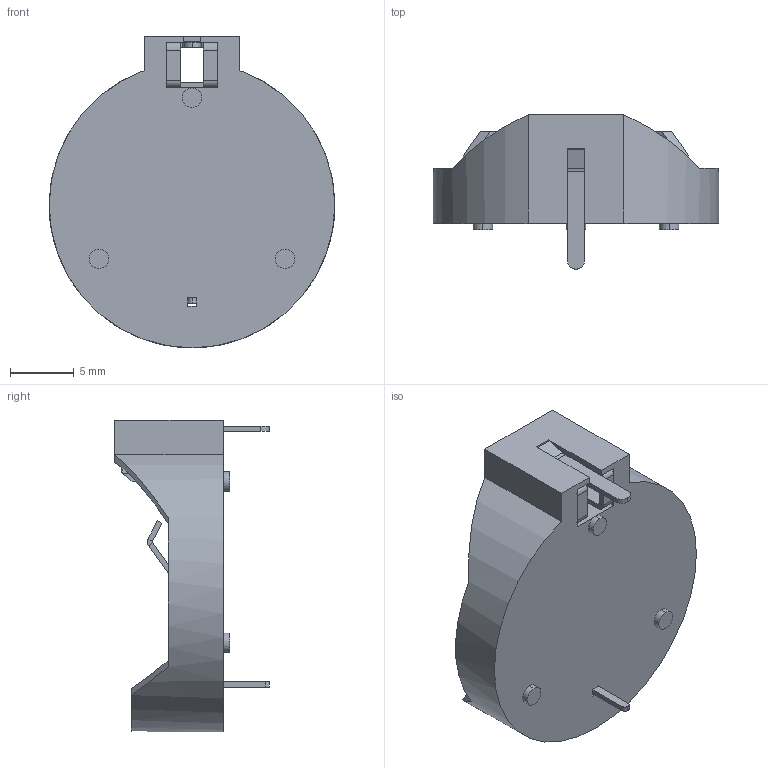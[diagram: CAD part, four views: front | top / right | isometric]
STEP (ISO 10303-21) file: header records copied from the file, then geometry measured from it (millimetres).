
FILE_DESCRIPTION (( 'STEP AP214' ), '1' );
FILE_NAME ('BS-7.STEP', '2019-10-15T22:18:31', ( '' ), ( '' ), 'SwSTEP 2.0', 'SolidWorks 2017', '' );
FILE_SCHEMA (( 'AUTOMOTIVE_DESIGN' ));
Length unit declared in the file: millimetre
Products named in the file (1): BS-7
Bounding box: 22.35 x 12.1 x 24.4 mm (x, y, z)
Volume: 1081.5 mm3; surface area: 1897.1 mm2
Topology: 3 solids, 3 shells, 201 faces, 491 edges, 296 vertices
Faces by surface type: plane 148, cylinder 51, bspline 2
Entity records: 5897 total; most frequent: CARTESIAN_POINT 1103, ORIENTED_EDGE 982, DIRECTION 981, EDGE_CURVE 491, LINE 373, VECTOR 373, AXIS2_PLACEMENT_3D 304, VERTEX_POINT 296
